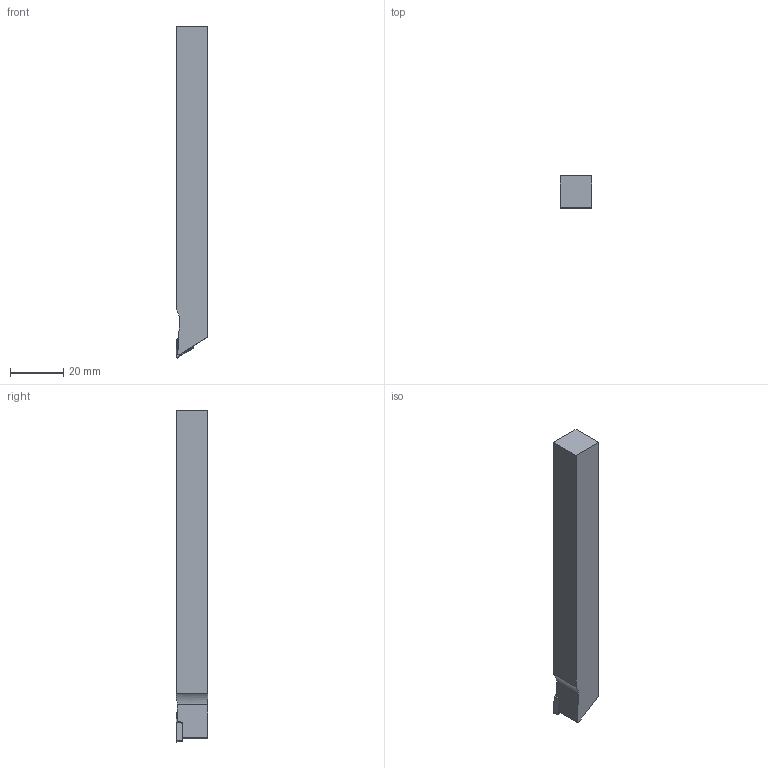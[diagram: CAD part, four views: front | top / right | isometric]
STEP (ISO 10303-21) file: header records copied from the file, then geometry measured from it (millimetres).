
FILE_DESCRIPTION(/* description */ (''),/* implementation_level */ '2;1');
FILE_NAME(/* name */ 'SDJCR1212K07_S_203041488ndi000_00_SIM.stp',/* time_stamp */ '2021-04-09T11:54:44+02:00',/* author */ (''),/* organization */ (''),/* preprocessor_version */ 'ST-DEVELOPER v16.7',/* originating_system */ 'SIEMENS PLM Software NX 12.0',/* authorisation */ '');
FILE_SCHEMA (('AUTOMOTIVE_DESIGN { 1 0 10303 214 3 1 1 1 }'));
Length unit declared in the file: millimetre
Products named in the file (1): mp541BBC90E8a8l7
Bounding box: 12 x 12 x 125 mm (x, y, z)
Volume: 17179.3 mm3; surface area: 6230 mm2
Topology: 2 solids, 2 shells, 30 faces, 83 edges, 66 vertices
Faces by surface type: plane 18, cylinder 7, cone 4, torus 1
Full cylindrical faces by diameter (mm): 2.8 x2
Entity records: 996 total; most frequent: DIRECTION 164, CARTESIAN_POINT 159, ORIENTED_EDGE 138, EDGE_CURVE 69, AXIS2_PLACEMENT_3D 57, LINE 50, VECTOR 50, VERTEX_POINT 48
